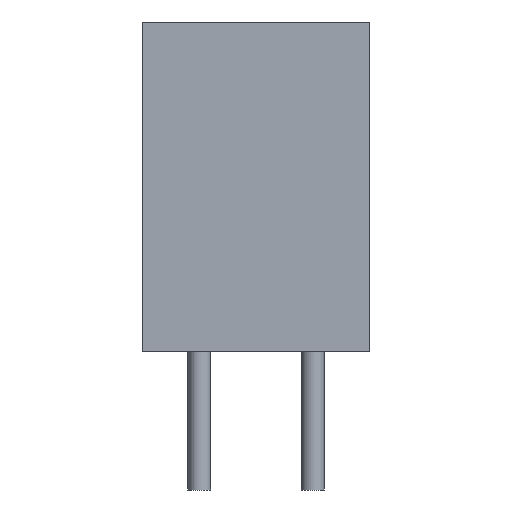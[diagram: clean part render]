
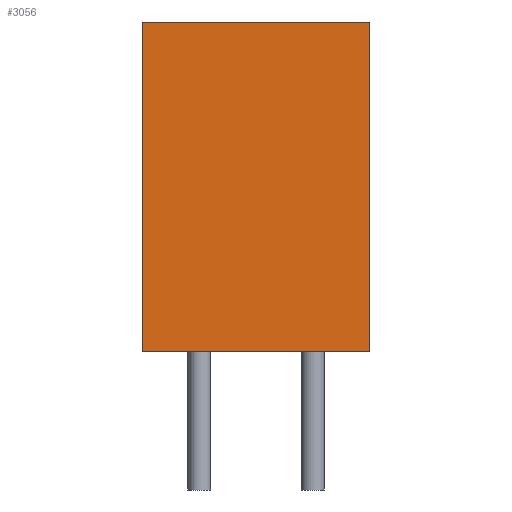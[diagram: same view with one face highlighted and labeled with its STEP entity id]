
A CAD part, left-side view. The second image highlights one B-rep face of the part: STEP entity #3056.
In plain terms, the highlighted planar face has unit normal (-1, 0, 0).
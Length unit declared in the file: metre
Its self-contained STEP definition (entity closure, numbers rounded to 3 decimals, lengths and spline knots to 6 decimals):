
#279=ORIENTED_EDGE('',*,*,#1032,.F.);
#280=ORIENTED_EDGE('',*,*,#1030,.F.);
#281=ORIENTED_EDGE('',*,*,#912,.T.);
#282=ORIENTED_EDGE('',*,*,#1071,.T.);
#912=EDGE_CURVE('',#1316,#1317,#1604,.T.);
#1030=EDGE_CURVE('',#1316,#1432,#1722,.T.);
#1032=EDGE_CURVE('',#1432,#1435,#1723,.T.);
#1071=EDGE_CURVE('',#1317,#1435,#1734,.T.);
#1316=VERTEX_POINT('',#4388);
#1317=VERTEX_POINT('',#4389);
#1432=VERTEX_POINT('',#4621);
#1435=VERTEX_POINT('',#4629);
#1604=LINE('',#4387,#1952);
#1722=LINE('',#4624,#2070);
#1723=LINE('',#4628,#2071);
#1734=LINE('',#4709,#2082);
#1952=VECTOR('',#3523,1.);
#2070=VECTOR('',#3643,1.);
#2071=VECTOR('',#3648,1.);
#2082=VECTOR('',#3731,1.);
#2367=EDGE_LOOP('',(#279,#280,#281,#282));
#2653=FACE_BOUND('',#2367,.T.);
#2881=PLANE('',#3300);
#3056=ADVANCED_FACE('',(#2653),#2881,.T.);
#3300=AXIS2_PLACEMENT_3D('',#4708,#3729,#3730);
#3523=DIRECTION('',(0.,1.,0.));
#3643=DIRECTION('',(0.,0.,-1.));
#3648=DIRECTION('',(0.,1.,0.));
#3729=DIRECTION('',(-1.,0.,0.));
#3730=DIRECTION('',(0.,0.,1.));
#3731=DIRECTION('',(0.,0.,-1.));
#4387=CARTESIAN_POINT('',(0.,0.00127,0.007366));
#4388=CARTESIAN_POINT('',(0.,0.,0.007366));
#4389=CARTESIAN_POINT('',(0.,0.00508,0.007366));
#4621=CARTESIAN_POINT('',(0.,0.,0.));
#4624=CARTESIAN_POINT('',(0.,0.,0.007366));
#4628=CARTESIAN_POINT('',(0.,0.00127,0.));
#4629=CARTESIAN_POINT('',(0.,0.00508,0.));
#4708=CARTESIAN_POINT('',(0.,0.00127,0.007366));
#4709=CARTESIAN_POINT('',(0.,0.00508,0.007366));
